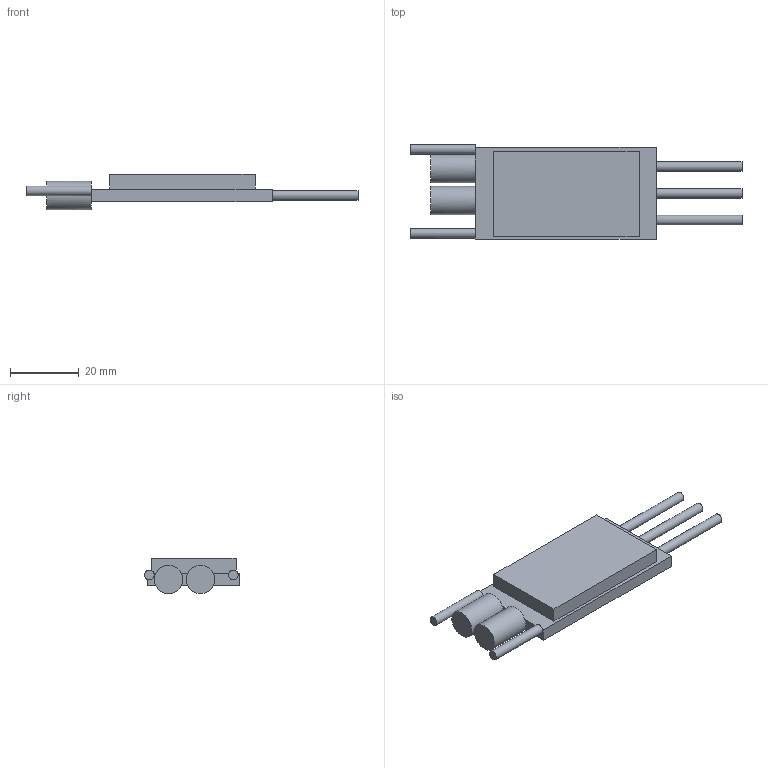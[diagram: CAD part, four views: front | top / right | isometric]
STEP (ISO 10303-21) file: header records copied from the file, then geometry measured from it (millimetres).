
FILE_DESCRIPTION(/* description */ (''),/* implementation_level */ '2;1');
FILE_NAME(/* name */ '40a esc brushless v1.step',/* time_stamp */ '2022-09-14T22:44:42-06:00',/* author */ (''),/* organization */ (''),/* preprocessor_version */ 'ST-DEVELOPER v19',/* originating_system */ 'Autodesk Translation Framework v11.7.0.108',/* authorisation */ '');
FILE_SCHEMA (('AUTOMOTIVE_DESIGN { 1 0 10303 214 3 1 1 }'));
Length unit declared in the file: millimetre
Products named in the file (1): 40a esc brushless
Bounding box: 96.74 x 27.67 x 10.27 mm (x, y, z)
Volume: 11839.9 mm3; surface area: 5772.5 mm2
Topology: 1 solids, 1 shells, 33 faces, 69 edges, 42 vertices
Faces by surface type: plane 26, cylinder 7
Full cylindrical faces by diameter (mm): 2.8 x5, 8.24 x2
Entity records: 906 total; most frequent: DIRECTION 163, CARTESIAN_POINT 145, ORIENTED_EDGE 138, EDGE_CURVE 69, AXIS2_PLACEMENT_3D 60, LINE 43, VECTOR 43, VERTEX_POINT 42
